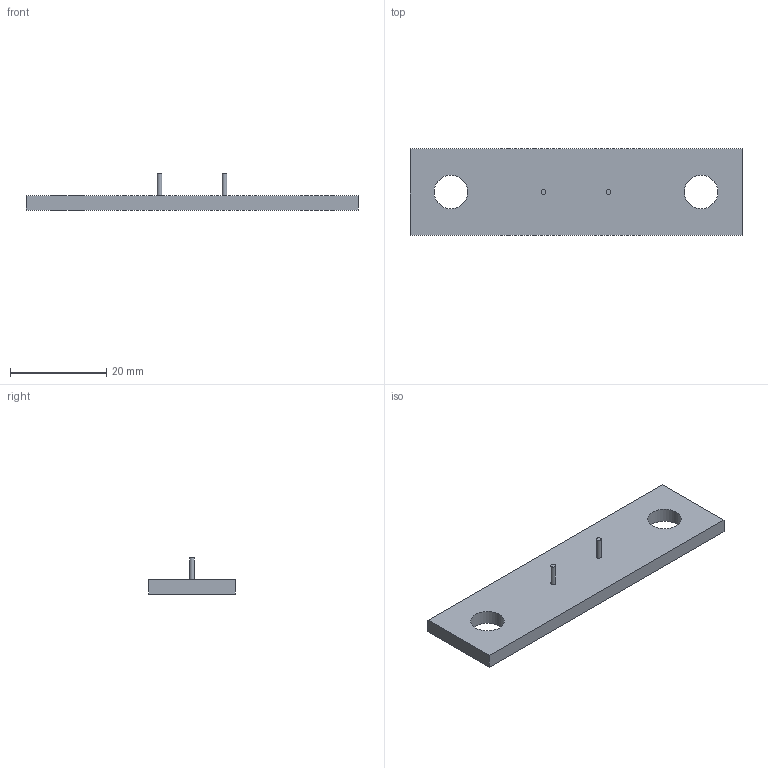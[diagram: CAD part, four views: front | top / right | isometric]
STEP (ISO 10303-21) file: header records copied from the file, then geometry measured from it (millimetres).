
FILE_DESCRIPTION(('FreeCAD Model'),'2;1');
FILE_NAME('OHMITE-SH6918F700APEP.step', '2020-11-12T18:21:16',(''),(''),'Open CASCADE STEP processor 7.3', 'FreeCAD','Unknown');
FILE_SCHEMA(('AUTOMOTIVE_DESIGN { 1 0 10303 214 1 1 1 1 }'));
Length unit declared in the file: millimetre
Products named in the file (2): shunt_SH6918F500BHEP; Body003
Assembly tree (1 placements, depth 2):
  shunt_SH6918F500BHEP
    Body003
Bounding box: 69 x 18 x 7.5 mm (x, y, z)
Volume: 3502.2 mm3; surface area: 3012.3 mm2
Topology: 1 solids, 1 shells, 12 faces, 24 edges, 16 vertices
Faces by surface type: plane 8, cylinder 4
Full cylindrical faces by diameter (mm): 1 x2, 7 x2
Entity records: 363 total; most frequent: DIRECTION 60, CARTESIAN_POINT 54, ORIENTED_EDGE 48, EDGE_CURVE 24, AXIS2_PLACEMENT_3D 22, FACE_BOUND 18, EDGE_LOOP 18, VERTEX_POINT 16
